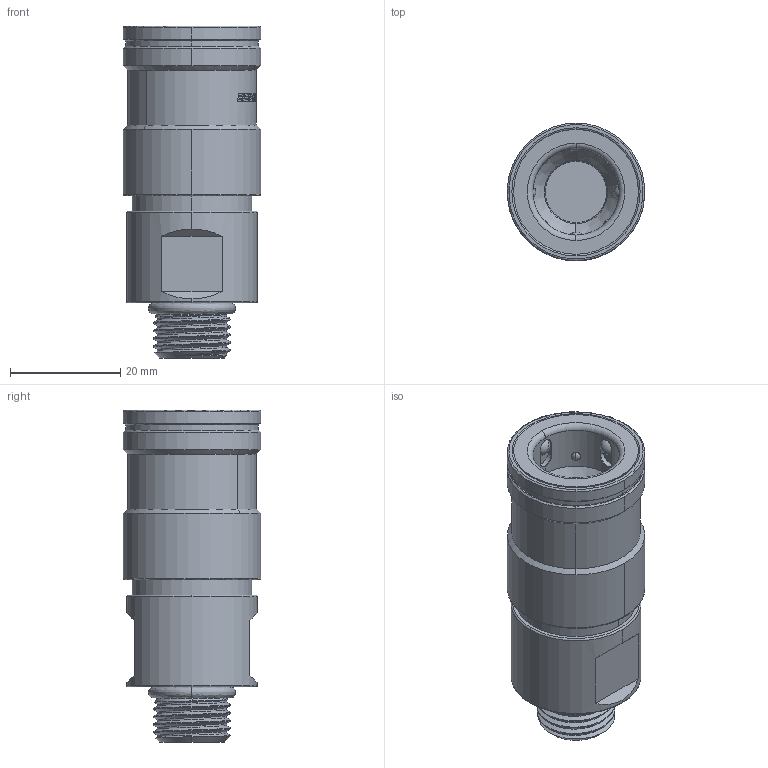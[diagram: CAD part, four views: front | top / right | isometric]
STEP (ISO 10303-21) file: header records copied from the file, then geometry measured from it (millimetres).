
FILE_DESCRIPTION (( 'STEP AP214' ), '1' );
FILE_NAME ('UQD 04S U916M-RD-01.STEP', '2025-01-22T02:13:45', ( 'Windows 蚚誧' ), ( '' ), 'SwSTEP 2.0', 'SolidWorks 2023', '' );
FILE_SCHEMA (( 'AUTOMOTIVE_DESIGN' ));
Length unit declared in the file: millimetre
Products named in the file (1): UQD 04S U916M-RD-01
Bounding box: 24.96 x 25 x 60.35 mm (x, y, z)
Volume: 20597.9 mm3; surface area: 6963.5 mm2
Topology: 1 solids, 1 shells, 445 faces, 1183 edges, 779 vertices
Faces by surface type: plane 162, bspline 138, cylinder 79, cone 32, torus 18, sphere 16
Entity records: 26342 total; most frequent: CARTESIAN_POINT 11883, ORIENTED_EDGE 2320, DIRECTION 1421, EDGE_CURVE 1160, VERTEX_POINT 764, AXIS2_PLACEMENT_3D 509, EDGE_LOOP 492, B_SPLINE_CURVE_WITH_KNOTS 488
